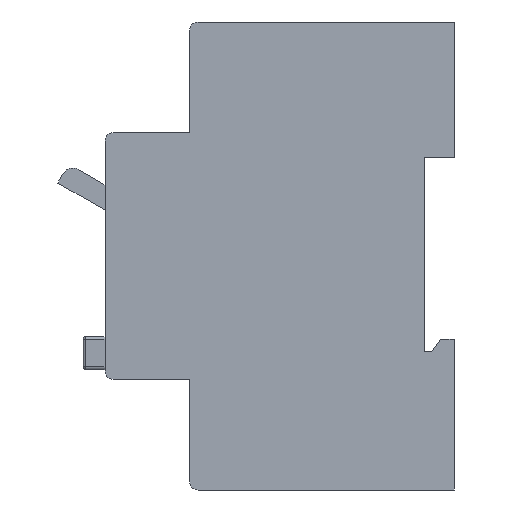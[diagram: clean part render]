
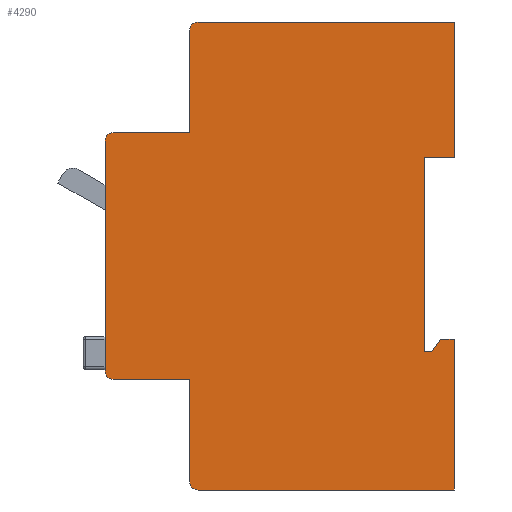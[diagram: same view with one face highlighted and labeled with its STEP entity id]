
A CAD part, left-side view. The second image highlights one B-rep face of the part: STEP entity #4290.
In plain terms, the highlighted planar face has unit normal (-1, 0, 0).
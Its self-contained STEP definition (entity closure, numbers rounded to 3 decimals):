
#148 = LINE ( 'NONE', #3240, #3397 ) ;
#338 = CARTESIAN_POINT ( 'NONE',  ( 0., -31.645, 18. ) ) ;
#362 = LINE ( 'NONE', #4796, #17882 ) ;
#885 = DIRECTION ( 'NONE',  ( 0., 0., 1. ) ) ;
#898 = EDGE_CURVE ( 'NONE', #10046, #4723, #15091, .T. ) ;
#1067 = VERTEX_POINT ( 'NONE', #338 ) ;
#1104 = CARTESIAN_POINT ( 'NONE',  ( 0., -27.545, -17.5 ) ) ;
#1236 = DIRECTION ( 'NONE',  ( 0., -1., 0. ) ) ;
#1285 = LINE ( 'NONE', #16914, #18054 ) ;
#1527 = VECTOR ( 'NONE', #10243, 1000. ) ;
#1988 = ORIENTED_EDGE ( 'NONE', *, *, #4867, .F. ) ;
#2010 = CARTESIAN_POINT ( 'NONE',  ( 0., 32.155, -22.5 ) ) ;
#2159 = CARTESIAN_POINT ( 'NONE',  ( 0., 30.655, -22.5 ) ) ;
#2387 = CARTESIAN_POINT ( 'NONE',  ( 0., -31.645, -15.25 ) ) ;
#2650 = ORIENTED_EDGE ( 'NONE', *, *, #13621, .T. ) ;
#2761 = CARTESIAN_POINT ( 'NONE',  ( 0., -26.145, 18. ) ) ;
#2928 = DIRECTION ( 'NONE',  ( 0., 1., 0. ) ) ;
#2974 = ORIENTED_EDGE ( 'NONE', *, *, #5270, .T. ) ;
#3048 = CARTESIAN_POINT ( 'NONE',  ( 0., 15.155, 42.75 ) ) ;
#3240 = CARTESIAN_POINT ( 'NONE',  ( 0., 16.655, 42.75 ) ) ;
#3249 = EDGE_CURVE ( 'NONE', #18209, #19727, #8559, .T. ) ;
#3277 = LINE ( 'NONE', #16858, #11006 ) ;
#3291 = ORIENTED_EDGE ( 'NONE', *, *, #10116, .T. ) ;
#3397 = VECTOR ( 'NONE', #12460, 1000. ) ;
#3562 = ORIENTED_EDGE ( 'NONE', *, *, #11785, .T. ) ;
#3593 = ORIENTED_EDGE ( 'NONE', *, *, #11753, .T. ) ;
#3798 = CARTESIAN_POINT ( 'NONE',  ( 0., -124.031, 42.75 ) ) ;
#4266 = LINE ( 'NONE', #7201, #6234 ) ;
#4290 = ADVANCED_FACE ( 'NONE', ( #12567 ), #18576, .F. ) ;
#4723 = VERTEX_POINT ( 'NONE', #5959 ) ;
#4796 = CARTESIAN_POINT ( 'NONE',  ( 0., -124.031, -42.75 ) ) ;
#4867 = EDGE_CURVE ( 'NONE', #1067, #9091, #14115, .T. ) ;
#5007 = EDGE_CURVE ( 'NONE', #19023, #13274, #13780, .T. ) ;
#5029 = EDGE_LOOP ( 'NONE', ( #3562, #5255, #16294, #6324, #12331, #8268, #3291, #2974, #8019, #6590, #20000, #6625, #3593, #2650, #12570, #16083, #6307, #1988 ) ) ;
#5166 = VERTEX_POINT ( 'NONE', #7742 ) ;
#5255 = ORIENTED_EDGE ( 'NONE', *, *, #12253, .T. ) ;
#5258 = VERTEX_POINT ( 'NONE', #11236 ) ;
#5270 = EDGE_CURVE ( 'NONE', #9561, #17860, #6102, .T. ) ;
#5527 = LINE ( 'NONE', #3798, #6246 ) ;
#5903 = VERTEX_POINT ( 'NONE', #5922 ) ;
#5922 = CARTESIAN_POINT ( 'NONE',  ( 0., -26.145, -17.5 ) ) ;
#5959 = CARTESIAN_POINT ( 'NONE',  ( 0., 16.655, 22.5 ) ) ;
#6102 = CIRCLE ( 'NONE', #10350, 1.5 ) ;
#6234 = VECTOR ( 'NONE', #885, 1000. ) ;
#6246 = VECTOR ( 'NONE', #10030, 1000. ) ;
#6268 = AXIS2_PLACEMENT_3D ( 'NONE', #20104, #12409, #18597 ) ;
#6307 = ORIENTED_EDGE ( 'NONE', *, *, #17272, .F. ) ;
#6324 = ORIENTED_EDGE ( 'NONE', *, *, #9387, .F. ) ;
#6400 = DIRECTION ( 'NONE',  ( 1., 0., 0. ) ) ;
#6504 = CARTESIAN_POINT ( 'NONE',  ( 0., -29.145, -15.25 ) ) ;
#6529 = LINE ( 'NONE', #10970, #19404 ) ;
#6590 = ORIENTED_EDGE ( 'NONE', *, *, #15122, .F. ) ;
#6615 = CARTESIAN_POINT ( 'NONE',  ( 0., 16.655, -22.5 ) ) ;
#6625 = ORIENTED_EDGE ( 'NONE', *, *, #18201, .F. ) ;
#6771 = CARTESIAN_POINT ( 'NONE',  ( 0., 15.155, -42.75 ) ) ;
#6818 = DIRECTION ( 'NONE',  ( -1., 0., 0. ) ) ;
#6839 = VERTEX_POINT ( 'NONE', #6615 ) ;
#6915 = LINE ( 'NONE', #2010, #16972 ) ;
#7201 = CARTESIAN_POINT ( 'NONE',  ( 0., -31.645, -42.75 ) ) ;
#7251 = EDGE_CURVE ( 'NONE', #16522, #19757, #8042, .T. ) ;
#7350 = LINE ( 'NONE', #2761, #1527 ) ;
#7742 = CARTESIAN_POINT ( 'NONE',  ( 0., -31.645, 42.75 ) ) ;
#7854 = DIRECTION ( 'NONE',  ( 0., 0., -1. ) ) ;
#8019 = ORIENTED_EDGE ( 'NONE', *, *, #15419, .F. ) ;
#8042 = CIRCLE ( 'NONE', #8707, 1.5 ) ;
#8098 = CARTESIAN_POINT ( 'NONE',  ( 0., -31.645, 18. ) ) ;
#8268 = ORIENTED_EDGE ( 'NONE', *, *, #15745, .T. ) ;
#8559 = CIRCLE ( 'NONE', #6268, 1.5 ) ;
#8707 = AXIS2_PLACEMENT_3D ( 'NONE', #12150, #10695, #19651 ) ;
#8770 = VERTEX_POINT ( 'NONE', #14540 ) ;
#9091 = VERTEX_POINT ( 'NONE', #17975 ) ;
#9299 = VECTOR ( 'NONE', #7854, 1000. ) ;
#9304 = VECTOR ( 'NONE', #18245, 1000. ) ;
#9306 = LINE ( 'NONE', #10850, #9299 ) ;
#9387 = EDGE_CURVE ( 'NONE', #4723, #19727, #148, .T. ) ;
#9449 = CARTESIAN_POINT ( 'NONE',  ( 0., 16.655, 41.25 ) ) ;
#9499 = VECTOR ( 'NONE', #16612, 1000. ) ;
#9527 = VECTOR ( 'NONE', #19402, 1000. ) ;
#9561 = VERTEX_POINT ( 'NONE', #10288 ) ;
#9806 = DIRECTION ( 'NONE',  ( 0., 1., 0. ) ) ;
#10006 = CARTESIAN_POINT ( 'NONE',  ( 0., 30.655, -21. ) ) ;
#10030 = DIRECTION ( 'NONE',  ( 0., 1., 0. ) ) ;
#10046 = VERTEX_POINT ( 'NONE', #13393 ) ;
#10116 = EDGE_CURVE ( 'NONE', #5258, #9561, #9306, .T. ) ;
#10157 = CARTESIAN_POINT ( 'NONE',  ( 0., -29.145, -15.25 ) ) ;
#10243 = DIRECTION ( 'NONE',  ( 0., 0., -1. ) ) ;
#10288 = CARTESIAN_POINT ( 'NONE',  ( 0., 32.155, -21. ) ) ;
#10350 = AXIS2_PLACEMENT_3D ( 'NONE', #10006, #6818, #17738 ) ;
#10525 = AXIS2_PLACEMENT_3D ( 'NONE', #18760, #6400, #18863 ) ;
#10601 = CARTESIAN_POINT ( 'NONE',  ( 0., 32.155, 22.5 ) ) ;
#10695 = DIRECTION ( 'NONE',  ( -1., 0., 0. ) ) ;
#10850 = CARTESIAN_POINT ( 'NONE',  ( 0., 32.155, -42.75 ) ) ;
#10970 = CARTESIAN_POINT ( 'NONE',  ( 0., 16.655, -42.75 ) ) ;
#10976 = DIRECTION ( 'NONE',  ( -1., 0., 0. ) ) ;
#11006 = VECTOR ( 'NONE', #1236, 1000. ) ;
#11075 = CARTESIAN_POINT ( 'NONE',  ( 0., 30.655, 21. ) ) ;
#11236 = CARTESIAN_POINT ( 'NONE',  ( 0., 32.155, 21. ) ) ;
#11753 = EDGE_CURVE ( 'NONE', #8770, #18705, #4266, .T. ) ;
#11785 = EDGE_CURVE ( 'NONE', #1067, #5166, #11959, .T. ) ;
#11959 = LINE ( 'NONE', #16707, #9499 ) ;
#12150 = CARTESIAN_POINT ( 'NONE',  ( 0., 15.155, -41.25 ) ) ;
#12253 = EDGE_CURVE ( 'NONE', #5166, #18209, #5527, .T. ) ;
#12331 = ORIENTED_EDGE ( 'NONE', *, *, #898, .F. ) ;
#12409 = DIRECTION ( 'NONE',  ( -1., 0., 0. ) ) ;
#12460 = DIRECTION ( 'NONE',  ( 0., 0., 1. ) ) ;
#12567 = FACE_OUTER_BOUND ( 'NONE', #5029, .T. ) ;
#12570 = ORIENTED_EDGE ( 'NONE', *, *, #5007, .T. ) ;
#12573 = AXIS2_PLACEMENT_3D ( 'NONE', #11075, #10976, #17182 ) ;
#13274 = VERTEX_POINT ( 'NONE', #1104 ) ;
#13393 = CARTESIAN_POINT ( 'NONE',  ( 0., 30.655, 22.5 ) ) ;
#13621 = EDGE_CURVE ( 'NONE', #18705, #19023, #1285, .T. ) ;
#13780 = LINE ( 'NONE', #10157, #9527 ) ;
#14115 = LINE ( 'NONE', #8098, #17025 ) ;
#14520 = CARTESIAN_POINT ( 'NONE',  ( 0., 16.655, -41.25 ) ) ;
#14540 = CARTESIAN_POINT ( 'NONE',  ( 0., -31.645, -42.75 ) ) ;
#15091 = LINE ( 'NONE', #10601, #9304 ) ;
#15122 = EDGE_CURVE ( 'NONE', #16522, #6839, #6529, .T. ) ;
#15419 = EDGE_CURVE ( 'NONE', #6839, #17860, #6915, .T. ) ;
#15745 = EDGE_CURVE ( 'NONE', #10046, #5258, #18428, .T. ) ;
#16083 = ORIENTED_EDGE ( 'NONE', *, *, #17333, .F. ) ;
#16294 = ORIENTED_EDGE ( 'NONE', *, *, #3249, .T. ) ;
#16522 = VERTEX_POINT ( 'NONE', #14520 ) ;
#16612 = DIRECTION ( 'NONE',  ( 0., 0., 1. ) ) ;
#16707 = CARTESIAN_POINT ( 'NONE',  ( 0., -31.645, -42.75 ) ) ;
#16858 = CARTESIAN_POINT ( 'NONE',  ( 0., -31.645, -17.5 ) ) ;
#16914 = CARTESIAN_POINT ( 'NONE',  ( 0., -31.645, -15.25 ) ) ;
#16972 = VECTOR ( 'NONE', #9806, 1000. ) ;
#17025 = VECTOR ( 'NONE', #19109, 1000. ) ;
#17182 = DIRECTION ( 'NONE',  ( 0., 0., -1. ) ) ;
#17272 = EDGE_CURVE ( 'NONE', #9091, #5903, #7350, .T. ) ;
#17333 = EDGE_CURVE ( 'NONE', #5903, #13274, #3277, .T. ) ;
#17738 = DIRECTION ( 'NONE',  ( 0., 0., -1. ) ) ;
#17860 = VERTEX_POINT ( 'NONE', #2159 ) ;
#17882 = VECTOR ( 'NONE', #19057, 1000. ) ;
#17975 = CARTESIAN_POINT ( 'NONE',  ( 0., -26.145, 18. ) ) ;
#18054 = VECTOR ( 'NONE', #2928, 1000. ) ;
#18201 = EDGE_CURVE ( 'NONE', #8770, #19757, #362, .T. ) ;
#18209 = VERTEX_POINT ( 'NONE', #3048 ) ;
#18245 = DIRECTION ( 'NONE',  ( 0., -1., 0. ) ) ;
#18428 = CIRCLE ( 'NONE', #12573, 1.5 ) ;
#18576 = PLANE ( 'NONE',  #10525 ) ;
#18597 = DIRECTION ( 'NONE',  ( 0., 0., -1. ) ) ;
#18705 = VERTEX_POINT ( 'NONE', #2387 ) ;
#18760 = CARTESIAN_POINT ( 'NONE',  ( 0., -124.031, -42.75 ) ) ;
#18863 = DIRECTION ( 'NONE',  ( 0., 0., -1. ) ) ;
#18894 = DIRECTION ( 'NONE',  ( 0., 0., 1. ) ) ;
#19023 = VERTEX_POINT ( 'NONE', #6504 ) ;
#19057 = DIRECTION ( 'NONE',  ( 0., 1., 0. ) ) ;
#19109 = DIRECTION ( 'NONE',  ( 0., 1., 0. ) ) ;
#19402 = DIRECTION ( 'NONE',  ( 0., 0.58, -0.815 ) ) ;
#19404 = VECTOR ( 'NONE', #18894, 1000. ) ;
#19651 = DIRECTION ( 'NONE',  ( 0., 0., -1. ) ) ;
#19727 = VERTEX_POINT ( 'NONE', #9449 ) ;
#19757 = VERTEX_POINT ( 'NONE', #6771 ) ;
#20000 = ORIENTED_EDGE ( 'NONE', *, *, #7251, .T. ) ;
#20104 = CARTESIAN_POINT ( 'NONE',  ( 0., 15.155, 41.25 ) ) ;
